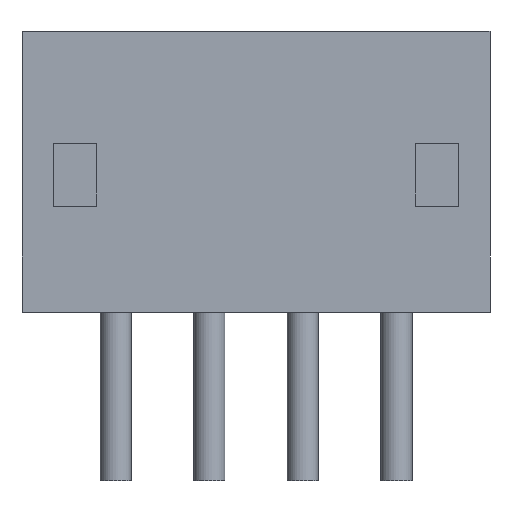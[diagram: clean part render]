
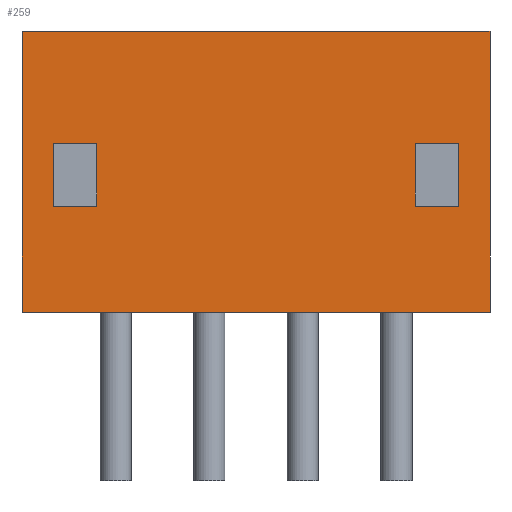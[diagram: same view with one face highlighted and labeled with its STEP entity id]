
A CAD part, front view. The second image highlights one B-rep face of the part: STEP entity #259.
In plain terms, the highlighted planar face has unit normal (0, -1, 0).
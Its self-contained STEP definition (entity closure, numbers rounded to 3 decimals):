
#70=CARTESIAN_POINT('',(-3.75,-1.3,0.));
#71=VERTEX_POINT('',#70);
#88=CARTESIAN_POINT('',(3.75,-1.3,0.));
#89=VERTEX_POINT('',#88);
#96=CARTESIAN_POINT('',(3.75,-1.3,0.));
#97=DIRECTION('',(-1.0,0.0,0.0));
#98=VECTOR('',#97,7.5);
#99=LINE('',#96,#98);
#100=EDGE_CURVE('',#89,#71,#99,.T.);
#128=CARTESIAN_POINT('',(3.75,-1.3,4.5));
#129=VERTEX_POINT('',#128);
#136=CARTESIAN_POINT('',(3.75,-1.3,4.5));
#137=DIRECTION('',(0.0,0.0,-1.0));
#138=VECTOR('',#137,4.5);
#139=LINE('',#136,#138);
#140=EDGE_CURVE('',#129,#89,#139,.T.);
#168=CARTESIAN_POINT('',(4.125,-1.3,-0.225));
#169=DIRECTION('',(0.0,1.0,0.0));
#170=DIRECTION('',(-1.0,0.0,0.0));
#171=AXIS2_PLACEMENT_3D('',#168,#169,#170);
#172=PLANE('',#171);
#173=CARTESIAN_POINT('',(-3.75,-1.3,4.5));
#174=VERTEX_POINT('',#173);
#175=CARTESIAN_POINT('',(-3.75,-1.3,4.5));
#176=DIRECTION('',(0.0,0.0,-1.0));
#177=VECTOR('',#176,4.5);
#178=LINE('',#175,#177);
#179=EDGE_CURVE('',#174,#71,#178,.T.);
#180=ORIENTED_EDGE('',*,*,#179,.T.);
#181=ORIENTED_EDGE('',*,*,#100,.F.);
#182=ORIENTED_EDGE('',*,*,#140,.F.);
#183=CARTESIAN_POINT('',(3.75,-1.3,4.5));
#184=DIRECTION('',(-1.0,0.0,0.0));
#185=VECTOR('',#184,7.5);
#186=LINE('',#183,#185);
#187=EDGE_CURVE('',#129,#174,#186,.T.);
#188=ORIENTED_EDGE('',*,*,#187,.T.);
#189=EDGE_LOOP('',(#180,#181,#182,#188));
#190=FACE_OUTER_BOUND('',#189,.T.);
#191=CARTESIAN_POINT('',(-2.55,-1.3,1.7));
#192=VERTEX_POINT('',#191);
#193=CARTESIAN_POINT('',(-2.55,-1.3,2.7));
#194=VERTEX_POINT('',#193);
#195=CARTESIAN_POINT('',(-2.55,-1.3,1.7));
#196=DIRECTION('',(0.0,0.0,1.0));
#197=VECTOR('',#196,1.0);
#198=LINE('',#195,#197);
#199=EDGE_CURVE('',#192,#194,#198,.T.);
#200=ORIENTED_EDGE('',*,*,#199,.F.);
#201=CARTESIAN_POINT('',(-3.25,-1.3,1.7));
#202=VERTEX_POINT('',#201);
#203=CARTESIAN_POINT('',(-3.25,-1.3,1.7));
#204=DIRECTION('',(1.0,0.0,0.0));
#205=VECTOR('',#204,0.7);
#206=LINE('',#203,#205);
#207=EDGE_CURVE('',#202,#192,#206,.T.);
#208=ORIENTED_EDGE('',*,*,#207,.F.);
#209=CARTESIAN_POINT('',(-3.25,-1.3,2.7));
#210=VERTEX_POINT('',#209);
#211=CARTESIAN_POINT('',(-3.25,-1.3,2.7));
#212=DIRECTION('',(0.0,0.0,-1.0));
#213=VECTOR('',#212,1.0);
#214=LINE('',#211,#213);
#215=EDGE_CURVE('',#210,#202,#214,.T.);
#216=ORIENTED_EDGE('',*,*,#215,.F.);
#217=CARTESIAN_POINT('',(-2.55,-1.3,2.7));
#218=DIRECTION('',(-1.0,0.0,0.0));
#219=VECTOR('',#218,0.7);
#220=LINE('',#217,#219);
#221=EDGE_CURVE('',#194,#210,#220,.T.);
#222=ORIENTED_EDGE('',*,*,#221,.F.);
#223=EDGE_LOOP('',(#200,#208,#216,#222));
#224=FACE_BOUND('',#223,.T.);
#225=CARTESIAN_POINT('',(2.55,-1.3,2.7));
#226=VERTEX_POINT('',#225);
#227=CARTESIAN_POINT('',(2.55,-1.3,1.7));
#228=VERTEX_POINT('',#227);
#229=CARTESIAN_POINT('',(2.55,-1.3,2.7));
#230=DIRECTION('',(0.0,0.0,-1.0));
#231=VECTOR('',#230,1.0);
#232=LINE('',#229,#231);
#233=EDGE_CURVE('',#226,#228,#232,.T.);
#234=ORIENTED_EDGE('',*,*,#233,.F.);
#235=CARTESIAN_POINT('',(3.25,-1.3,2.7));
#236=VERTEX_POINT('',#235);
#237=CARTESIAN_POINT('',(3.25,-1.3,2.7));
#238=DIRECTION('',(-1.0,0.0,0.0));
#239=VECTOR('',#238,0.7);
#240=LINE('',#237,#239);
#241=EDGE_CURVE('',#236,#226,#240,.T.);
#242=ORIENTED_EDGE('',*,*,#241,.F.);
#243=CARTESIAN_POINT('',(3.25,-1.3,1.7));
#244=VERTEX_POINT('',#243);
#245=CARTESIAN_POINT('',(3.25,-1.3,1.7));
#246=DIRECTION('',(0.0,0.0,1.0));
#247=VECTOR('',#246,1.0);
#248=LINE('',#245,#247);
#249=EDGE_CURVE('',#244,#236,#248,.T.);
#250=ORIENTED_EDGE('',*,*,#249,.F.);
#251=CARTESIAN_POINT('',(2.55,-1.3,1.7));
#252=DIRECTION('',(1.0,0.0,0.0));
#253=VECTOR('',#252,0.7);
#254=LINE('',#251,#253);
#255=EDGE_CURVE('',#228,#244,#254,.T.);
#256=ORIENTED_EDGE('',*,*,#255,.F.);
#257=EDGE_LOOP('',(#234,#242,#250,#256));
#258=FACE_BOUND('',#257,.T.);
#259=ADVANCED_FACE('',(#190,#224,#258),#172,.F.);
